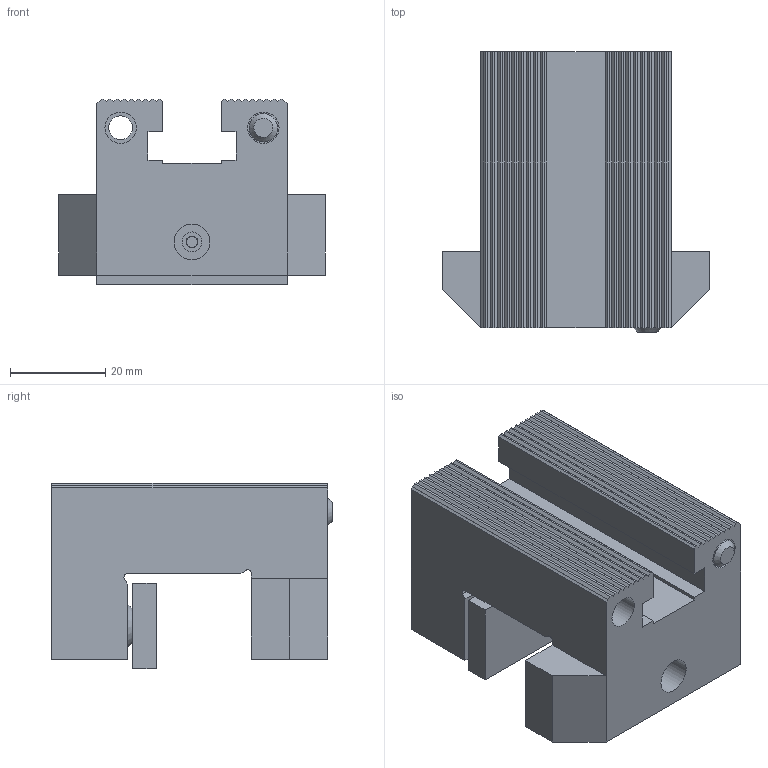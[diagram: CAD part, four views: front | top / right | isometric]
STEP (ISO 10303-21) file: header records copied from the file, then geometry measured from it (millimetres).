
FILE_DESCRIPTION(/* description */ (''),/* implementation_level */ '2;1');
FILE_NAME(/* name */ 'W9990245_A.stp',/* time_stamp */ '2009-11-27T09:48:33+01:00',/* author */ (''),/* organization */ (''),/* preprocessor_version */ 'ST-DEVELOPER v11',/* originating_system */ 'UGS - NX 5.0',/* authorisation */ '');
FILE_SCHEMA (('AUTOMOTIVE_DESIGN { 1 0 10303 214 0 1 1 1 }'));
Length unit declared in the file: millimetre
Products named in the file (5): 410156.0655_A; 410156.1016_A; WE1661.12_B; W63230.0122_B; W9990245_A
Assembly tree (5 placements, depth 2):
  W9990245_A
    W63230.0122_B
    WE1661.12_B
    410156.1016_A  x2
    410156.0655_A
Bounding box: 56 x 59 x 39 mm (x, y, z)
Volume: 59195.3 mm3; surface area: 23640.2 mm2
Topology: 6 solids, 6 shells, 182 faces, 481 edges, 319 vertices
Faces by surface type: plane 148, cylinder 24, cone 10
Full cylindrical faces by diameter (mm): 2.5 x1, 3 x2, 3.8 x1, 4.2 x2, 5 x5, 6 x1, 6.6 x4, 7.5 x2, 8.5 x2, 10 x2
Entity records: 4908 total; most frequent: CARTESIAN_POINT 833, DIRECTION 790, ORIENTED_EDGE 780, EDGE_CURVE 390, LINE 328, VECTOR 328, VERTEX_POINT 274, AXIS2_PLACEMENT_3D 231
